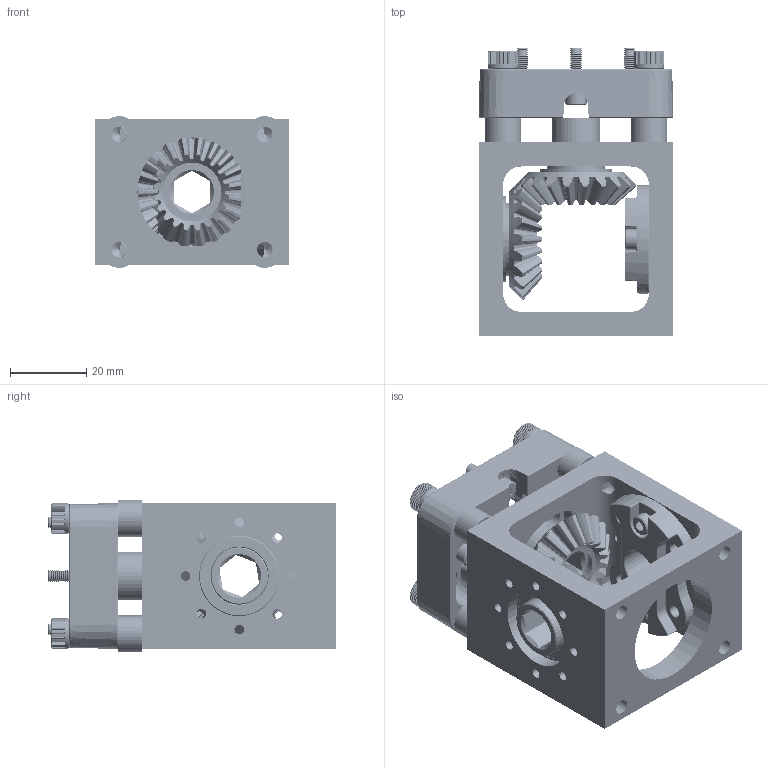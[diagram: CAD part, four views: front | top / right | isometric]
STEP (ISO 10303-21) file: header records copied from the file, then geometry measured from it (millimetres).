
FILE_DESCRIPTION (( 'STEP AP214' ), '1' );
FILE_NAME ('am-5475 375H Pass Through Bevel Assembly (NeveRest Orbital).STEP', '2025-05-19T20:19:33', ( '' ), ( '' ), 'SwSTEP 2.0', 'SolidWorks 2024', '' );
FILE_SCHEMA (( 'AUTOMOTIVE_DESIGN' ));
Length unit declared in the file: inch
Products named in the file (12): am-1700 0.194 ID 0.375 OD 0.250 Long Nylon Spacer; am-5475 375H Pass Through Bevel Assembly (NeveRest Orbital); Mating am-4869 Bevel Gear MOD1.5, 20T, 375H; am-5534 0.430x21mm OD NeveRest Pattern Flanged Bushing for 0.375IN Hex_Counterbore; am-5537 NeveRest Spacer Mount; SHCS M3 x 8mm with patch am-1500_am-1500 M3x8mm SHCS (Patched); am-5535 375H Pass Through Bevel Housing; am-4869 Bevel Gear MOD1.5, 20T, 375H_am-4869 Bevel Gear MOD1.5, 20T, 375H; am-1056 10-32 x 1000 SHCS_am-1056 10-32 x 1000 SHCS; am-1698 0.430 ID 0.500 OD 0.250 Long Aluminum Spacer; am-5536 15 mm ID x 21mm OD x 4mm Thick Flanged Bearing (F6702ZZ)_4390N165; am-1706 M3 x 12mm SHCS  with patch_am-1706 M3 x 12mm SHCS (Patched)
Assembly tree (22 placements, depth 3):
  am-5475 375H Pass Through Bevel Assembly (NeveRest Orbital)
    am-5535 375H Pass Through Bevel Housing
    am-5537 NeveRest Spacer Mount
    am-5536 15 mm ID x 21mm OD x 4mm Thick Flanged Bearing (F6702ZZ)_4390N165
    am-5534 0.430x21mm OD NeveRest Pattern Flanged Bushing for 0.375IN Hex_Counterbore
    Mating am-4869 Bevel Gear MOD1.5, 20T, 375H
      am-4869 Bevel Gear MOD1.5, 20T, 375H_am-4869 Bevel Gear MOD1.5, 20T, 375H  x2
    SHCS M3 x 8mm with patch am-1500_am-1500 M3x8mm SHCS (Patched)  x2
    am-1706 M3 x 12mm SHCS  with patch_am-1706 M3 x 12mm SHCS (Patched)  x4
    am-1698 0.430 ID 0.500 OD 0.250 Long Aluminum Spacer
    am-1056 10-32 x 1000 SHCS_am-1056 10-32 x 1000 SHCS  x4
    am-1700 0.194 ID 0.375 OD 0.250 Long Nylon Spacer  x4
Bounding box: 50.8 x 75.5 x 39.69 mm (x, y, z)
Volume: 56448 mm3; surface area: 43736.1 mm2
Topology: 38 solids, 38 shells, 4715 faces, 12706 edges, 8009 vertices
Faces by surface type: cylinder 1287, cone 1064, plane 938, torus 811, bspline 558, sphere 57
Entity records: 100208 total; most frequent: CARTESIAN_POINT 44048, ORIENTED_EDGE 12344, DIRECTION 11143, EDGE_CURVE 6172, AXIS2_PLACEMENT_3D 4780, VERTEX_POINT 3802, CIRCLE 2698, EDGE_LOOP 2580
